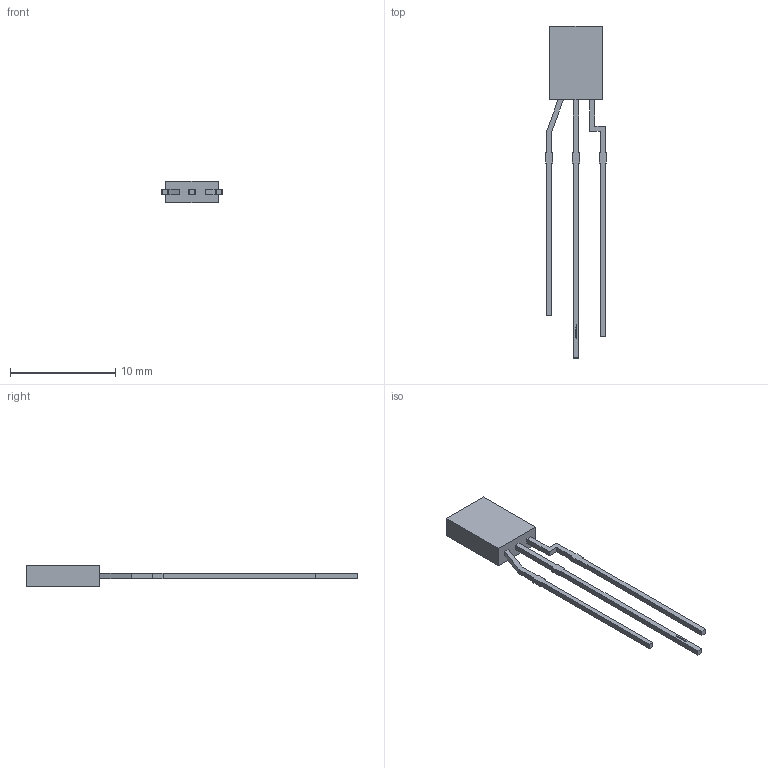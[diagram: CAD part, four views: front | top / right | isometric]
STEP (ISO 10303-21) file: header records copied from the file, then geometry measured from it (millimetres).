
FILE_DESCRIPTION (( 'STEP AP214' ), '1' );
FILE_NAME ('119.STEP', '2008-08-27T18:12:49', ( '' ), ( '' ), 'SwSTEP 2.0', 'SolidWorks 2008', '' );
FILE_SCHEMA (( 'AUTOMOTIVE_DESIGN' ));
Length unit declared in the file: millimetre
Products named in the file (1): 119
Bounding box: 5.78 x 31.5 x 2 mm (x, y, z)
Volume: 87.4 mm3; surface area: 257.1 mm2
Topology: 1 solids, 1 shells, 334 faces, 903 edges, 602 vertices
Faces by surface type: plane 218, bspline 116
Entity records: 18990 total; most frequent: CARTESIAN_POINT 8228, ORIENTED_EDGE 1806, DIRECTION 1109, EDGE_CURVE 903, VECTOR 671, LINE 671, VERTEX_POINT 602, EDGE_LOOP 365
